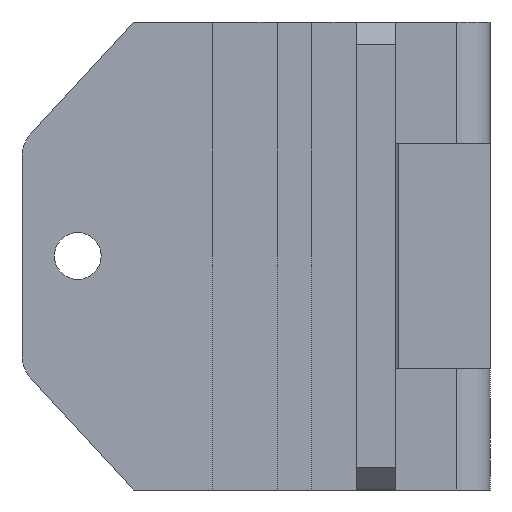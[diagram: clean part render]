
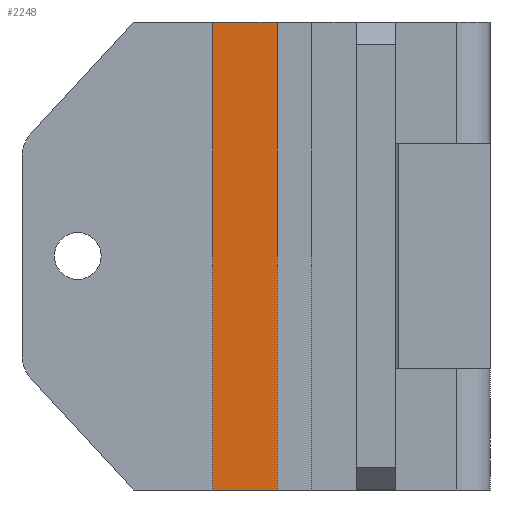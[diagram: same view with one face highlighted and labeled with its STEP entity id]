
A CAD part, left-side view. The second image highlights one B-rep face of the part: STEP entity #2248.
In plain terms, the highlighted planar face has unit normal (-1, 0, 0).
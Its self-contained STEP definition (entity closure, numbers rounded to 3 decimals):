
#44 = PLANE('',#45);
#45 = AXIS2_PLACEMENT_3D('',#46,#47,#48);
#46 = CARTESIAN_POINT('',(-35.343,-88.323,
    0.));
#47 = DIRECTION('',(0.,0.,-1.));
#48 = DIRECTION('',(-1.,0.,0.));
#370 = PLANE('',#371);
#371 = AXIS2_PLACEMENT_3D('',#372,#373,#374);
#372 = CARTESIAN_POINT('',(-35.343,-88.323,42.));
#373 = DIRECTION('',(0.,0.,1.));
#374 = DIRECTION('',(0.,1.,0.));
#1788 = VERTEX_POINT('',#1789);
#1789 = CARTESIAN_POINT('',(-32.,-81.9,0.));
#1803 = PLANE('',#1804);
#1804 = AXIS2_PLACEMENT_3D('',#1805,#1806,#1807);
#1805 = CARTESIAN_POINT('',(-32.,-81.9,0.));
#1806 = DIRECTION('',(0.,1.,0.));
#1807 = DIRECTION('',(1.,0.,0.));
#1815 = EDGE_CURVE('',#1816,#1788,#1818,.T.);
#1816 = VERTEX_POINT('',#1817);
#1817 = CARTESIAN_POINT('',(-32.,-76.1,0.));
#1818 = SURFACE_CURVE('',#1819,(#1823,#1830),.PCURVE_S1.);
#1819 = LINE('',#1820,#1821);
#1820 = CARTESIAN_POINT('',(-32.,-76.1,0.));
#1821 = VECTOR('',#1822,1.);
#1822 = DIRECTION('',(0.,-1.,0.));
#1823 = PCURVE('',#44,#1824);
#1824 = DEFINITIONAL_REPRESENTATION('',(#1825),#1829);
#1825 = LINE('',#1826,#1827);
#1826 = CARTESIAN_POINT('',(-3.343,12.223));
#1827 = VECTOR('',#1828,1.);
#1828 = DIRECTION('',(0.,-1.));
#1829 = ( GEOMETRIC_REPRESENTATION_CONTEXT(2) 
PARAMETRIC_REPRESENTATION_CONTEXT() REPRESENTATION_CONTEXT('2D SPACE',''
  ) );
#1830 = PCURVE('',#1831,#1836);
#1831 = PLANE('',#1832);
#1832 = AXIS2_PLACEMENT_3D('',#1833,#1834,#1835);
#1833 = CARTESIAN_POINT('',(-32.,-76.1,0.));
#1834 = DIRECTION('',(1.,0.,0.));
#1835 = DIRECTION('',(0.,-1.,0.));
#1836 = DEFINITIONAL_REPRESENTATION('',(#1837),#1841);
#1837 = LINE('',#1838,#1839);
#1838 = CARTESIAN_POINT('',(0.,0.));
#1839 = VECTOR('',#1840,1.);
#1840 = DIRECTION('',(1.,0.));
#1841 = ( GEOMETRIC_REPRESENTATION_CONTEXT(2) 
PARAMETRIC_REPRESENTATION_CONTEXT() REPRESENTATION_CONTEXT('2D SPACE',''
  ) );
#1859 = PLANE('',#1860);
#1860 = AXIS2_PLACEMENT_3D('',#1861,#1862,#1863);
#1861 = CARTESIAN_POINT('',(-28.,-76.1,0.));
#1862 = DIRECTION('',(0.,-1.,0.));
#1863 = DIRECTION('',(-1.,0.,0.));
#2205 = VERTEX_POINT('',#2206);
#2206 = CARTESIAN_POINT('',(-32.,-76.1,42.));
#2227 = EDGE_CURVE('',#1816,#2205,#2228,.T.);
#2228 = SURFACE_CURVE('',#2229,(#2233,#2240),.PCURVE_S1.);
#2229 = LINE('',#2230,#2231);
#2230 = CARTESIAN_POINT('',(-32.,-76.1,0.));
#2231 = VECTOR('',#2232,1.);
#2232 = DIRECTION('',(0.,0.,1.));
#2233 = PCURVE('',#1859,#2234);
#2234 = DEFINITIONAL_REPRESENTATION('',(#2235),#2239);
#2235 = LINE('',#2236,#2237);
#2236 = CARTESIAN_POINT('',(4.,0.));
#2237 = VECTOR('',#2238,1.);
#2238 = DIRECTION('',(0.,-1.));
#2239 = ( GEOMETRIC_REPRESENTATION_CONTEXT(2) 
PARAMETRIC_REPRESENTATION_CONTEXT() REPRESENTATION_CONTEXT('2D SPACE',''
  ) );
#2240 = PCURVE('',#1831,#2241);
#2241 = DEFINITIONAL_REPRESENTATION('',(#2242),#2246);
#2242 = LINE('',#2243,#2244);
#2243 = CARTESIAN_POINT('',(0.,0.));
#2244 = VECTOR('',#2245,1.);
#2245 = DIRECTION('',(0.,-1.));
#2246 = ( GEOMETRIC_REPRESENTATION_CONTEXT(2) 
PARAMETRIC_REPRESENTATION_CONTEXT() REPRESENTATION_CONTEXT('2D SPACE',''
  ) );
#2248 = ADVANCED_FACE('',(#2249),#1831,.F.);
#2249 = FACE_BOUND('',#2250,.F.);
#2250 = EDGE_LOOP('',(#2251,#2252,#2275,#2296));
#2251 = ORIENTED_EDGE('',*,*,#2227,.T.);
#2252 = ORIENTED_EDGE('',*,*,#2253,.T.);
#2253 = EDGE_CURVE('',#2205,#2254,#2256,.T.);
#2254 = VERTEX_POINT('',#2255);
#2255 = CARTESIAN_POINT('',(-32.,-81.9,42.));
#2256 = SURFACE_CURVE('',#2257,(#2261,#2268),.PCURVE_S1.);
#2257 = LINE('',#2258,#2259);
#2258 = CARTESIAN_POINT('',(-32.,-76.1,42.));
#2259 = VECTOR('',#2260,1.);
#2260 = DIRECTION('',(0.,-1.,0.));
#2261 = PCURVE('',#1831,#2262);
#2262 = DEFINITIONAL_REPRESENTATION('',(#2263),#2267);
#2263 = LINE('',#2264,#2265);
#2264 = CARTESIAN_POINT('',(0.,-42.));
#2265 = VECTOR('',#2266,1.);
#2266 = DIRECTION('',(1.,0.));
#2267 = ( GEOMETRIC_REPRESENTATION_CONTEXT(2) 
PARAMETRIC_REPRESENTATION_CONTEXT() REPRESENTATION_CONTEXT('2D SPACE',''
  ) );
#2268 = PCURVE('',#370,#2269);
#2269 = DEFINITIONAL_REPRESENTATION('',(#2270),#2274);
#2270 = LINE('',#2271,#2272);
#2271 = CARTESIAN_POINT('',(12.223,-3.343));
#2272 = VECTOR('',#2273,1.);
#2273 = DIRECTION('',(-1.,0.));
#2274 = ( GEOMETRIC_REPRESENTATION_CONTEXT(2) 
PARAMETRIC_REPRESENTATION_CONTEXT() REPRESENTATION_CONTEXT('2D SPACE',''
  ) );
#2275 = ORIENTED_EDGE('',*,*,#2276,.F.);
#2276 = EDGE_CURVE('',#1788,#2254,#2277,.T.);
#2277 = SURFACE_CURVE('',#2278,(#2282,#2289),.PCURVE_S1.);
#2278 = LINE('',#2279,#2280);
#2279 = CARTESIAN_POINT('',(-32.,-81.9,0.));
#2280 = VECTOR('',#2281,1.);
#2281 = DIRECTION('',(0.,0.,1.));
#2282 = PCURVE('',#1831,#2283);
#2283 = DEFINITIONAL_REPRESENTATION('',(#2284),#2288);
#2284 = LINE('',#2285,#2286);
#2285 = CARTESIAN_POINT('',(5.8,0.));
#2286 = VECTOR('',#2287,1.);
#2287 = DIRECTION('',(0.,-1.));
#2288 = ( GEOMETRIC_REPRESENTATION_CONTEXT(2) 
PARAMETRIC_REPRESENTATION_CONTEXT() REPRESENTATION_CONTEXT('2D SPACE',''
  ) );
#2289 = PCURVE('',#1803,#2290);
#2290 = DEFINITIONAL_REPRESENTATION('',(#2291),#2295);
#2291 = LINE('',#2292,#2293);
#2292 = CARTESIAN_POINT('',(0.,0.));
#2293 = VECTOR('',#2294,1.);
#2294 = DIRECTION('',(0.,-1.));
#2295 = ( GEOMETRIC_REPRESENTATION_CONTEXT(2) 
PARAMETRIC_REPRESENTATION_CONTEXT() REPRESENTATION_CONTEXT('2D SPACE',''
  ) );
#2296 = ORIENTED_EDGE('',*,*,#1815,.F.);
